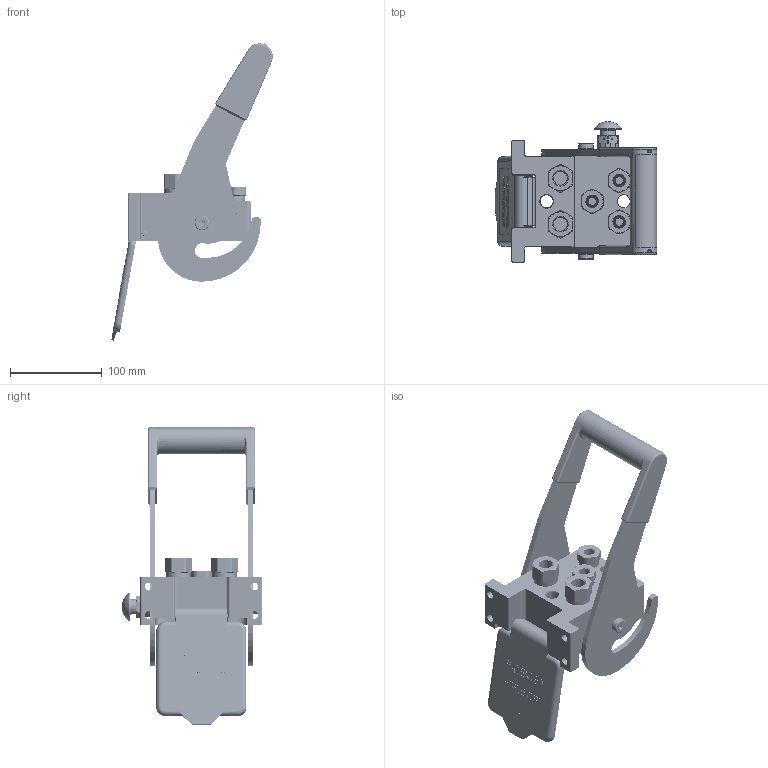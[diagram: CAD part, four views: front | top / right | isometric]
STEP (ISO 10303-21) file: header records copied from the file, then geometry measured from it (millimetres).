
FILE_DESCRIPTION (( 'STEP AP214' ), '1' );
FILE_NAME ('FASTER.step', '2021-10-15T13:13:22', ( '' ), ( '' ), 'SwSTEP 2.0', 'SolidWorks 2017', '' );
FILE_SCHEMA (( 'AUTOMOTIVE_DESIGN' ));
Length unit declared in the file: millimetre
Products named in the file (34): 4830_001_0005_301; 4830_022_0000_011; 4830_013_3000_020; 4830_070_0000_001; et011; 4121_014_0000_000; 4830_001_0005_300; FASTER; 4132_072_0000_300; curs_molla_14; 2ffnb14_gas_f; A_2ffnb14_gas_f; 4830_025_0000_001; 4820_001_0004_000; 0048_317_1000_000; or1_5x7_m; 4830_025_2000_000; 4121_072_0000_200; CURS_MOLLA_38; A_2ffnb38_gas_f; 4810_001_0001_014; 4830_024_0009_001; 2ffnb38_gas_f; 4830_024_0009_000^4830_024_0009_000; P5065_F_BASE; 4830_020_5001_000; 4830_025_1000_000; sicura_p5; nc000007; 4830_024_0009_000; 0048_042_0412_000; 4132_014_0000_000
Assembly tree (37 placements, depth 4):
  FASTER
    P5065_F_BASE
      4830_020_5001_000
      4830_025_1000_000
      4830_022_0000_011
      4830_070_0000_001
      4830_013_3000_020  x2
      4810_001_0001_014
      4820_001_0004_000
      4830_001_0005_300
      4830_001_0005_301
      0048_317_1000_000  x2
    A_2ffnb38_gas_f  x2
      CURS_MOLLA_38
        4132_072_0000_300
        4132_014_0000_000
      2ffnb38_gas_f
        2ffnb38_gas_f
    A_2ffnb14_gas_f  x3
      curs_molla_14
        4121_014_0000_000
        4121_072_0000_200
      2ffnb14_gas_f
        2ffnb14_gas_f
    4830_024_0009_000
      sicura_p5
        4830_025_0000_001
        or1_5x7_m
        0048_042_0412_000
      4830_024_0009_001
      nc000007
      4830_025_2000_000
    et011
  4830_024_0009_000^4830_024_0009_000
Bounding box: 175.89 x 153.38 x 323.63 mm (x, y, z)
Volume: 118805.9 mm3; surface area: 297284.8 mm2
Topology: 25 solids, 78 shells, 3954 faces, 10359 edges, 6626 vertices
Faces by surface type: plane 2201, cylinder 774, bspline 370, cone 318, torus 252, sphere 39
Entity records: 137176 total; most frequent: CARTESIAN_POINT 57321, ORIENTED_EDGE 16374, DIRECTION 14926, EDGE_CURVE 8288, VECTOR 5614, LINE 5614, VERTEX_POINT 5313, AXIS2_PLACEMENT_3D 4656
